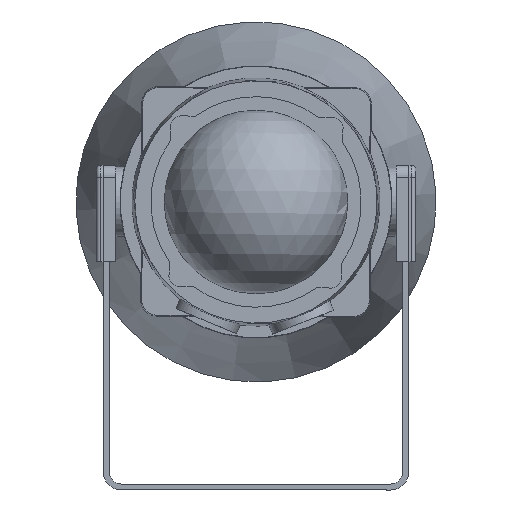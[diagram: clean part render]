
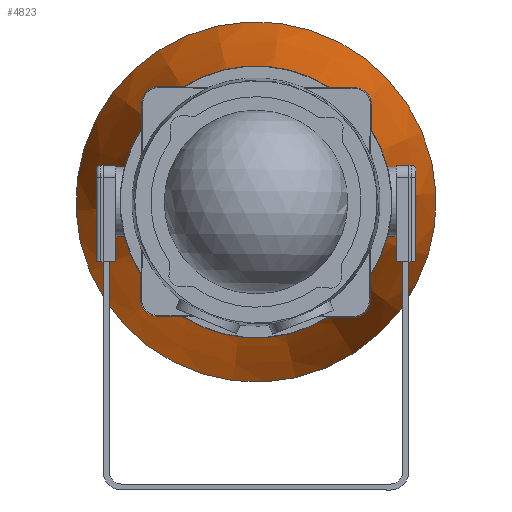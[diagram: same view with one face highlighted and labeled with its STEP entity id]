
A CAD part, left-side view. The second image highlights one B-rep face of the part: STEP entity #4823.
In plain terms, the highlighted conical face has half-angle 14.048 degrees and reference radius 90.695 mm.
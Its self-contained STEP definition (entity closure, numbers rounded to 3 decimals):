
#80 = CONICAL_SURFACE ( 'NONE', #4021, 90.695, 0.245 ) ;
#119 = EDGE_LOOP ( 'NONE', ( #894 ) ) ;
#885 = DIRECTION ( 'NONE',  ( 0., -1., 0. ) ) ;
#894 = ORIENTED_EDGE ( 'NONE', *, *, #1013, .F. ) ;
#1013 = EDGE_CURVE ( 'NONE', #2361, #2361, #5510, .T. ) ;
#1407 = ORIENTED_EDGE ( 'NONE', *, *, #4216, .T. ) ;
#1602 = AXIS2_PLACEMENT_3D ( 'NONE', #6617, #6540, #5587 ) ;
#1873 = DIRECTION ( 'NONE',  ( -1., 0., 0. ) ) ;
#2348 = CARTESIAN_POINT ( 'NONE',  ( -122.967, 0., 0. ) ) ;
#2361 = VERTEX_POINT ( 'NONE', #3377 ) ;
#2543 = AXIS2_PLACEMENT_3D ( 'NONE', #6785, #3637, #5718 ) ;
#3377 = CARTESIAN_POINT ( 'NONE',  ( -19.019, 64.686, 0. ) ) ;
#3637 = DIRECTION ( 'NONE',  ( 1., 0., 0. ) ) ;
#4021 = AXIS2_PLACEMENT_3D ( 'NONE', #2348, #1873, #885 ) ;
#4216 = EDGE_CURVE ( 'NONE', #5248, #5248, #4556, .T. ) ;
#4556 = CIRCLE ( 'NONE', #1602, 90.695 ) ;
#4823 = ADVANCED_FACE ( 'NONE', ( #5621, #6658 ), #80, .T. ) ;
#5248 = VERTEX_POINT ( 'NONE', #6211 ) ;
#5510 = CIRCLE ( 'NONE', #2543, 64.686 ) ;
#5587 = DIRECTION ( 'NONE',  ( 0., 1., 0. ) ) ;
#5621 = FACE_BOUND ( 'NONE', #119, .T. ) ;
#5718 = DIRECTION ( 'NONE',  ( 0., 1., 0. ) ) ;
#6211 = CARTESIAN_POINT ( 'NONE',  ( -122.967, 90.695, 0. ) ) ;
#6502 = EDGE_LOOP ( 'NONE', ( #1407 ) ) ;
#6540 = DIRECTION ( 'NONE',  ( 1., 0., 0. ) ) ;
#6617 = CARTESIAN_POINT ( 'NONE',  ( -122.967, 0., 0. ) ) ;
#6658 = FACE_OUTER_BOUND ( 'NONE', #6502, .T. ) ;
#6785 = CARTESIAN_POINT ( 'NONE',  ( -19.019, 0., 0. ) ) ;
